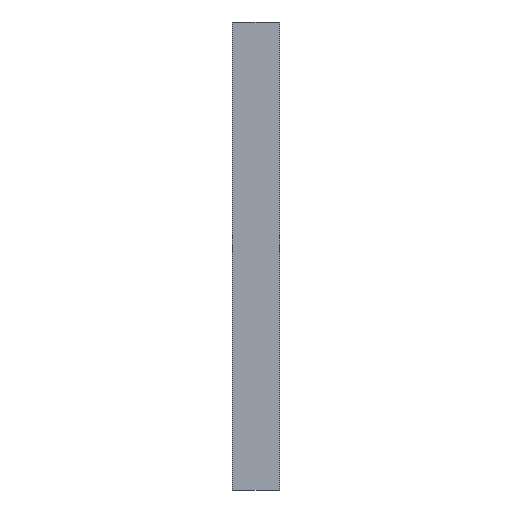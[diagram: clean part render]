
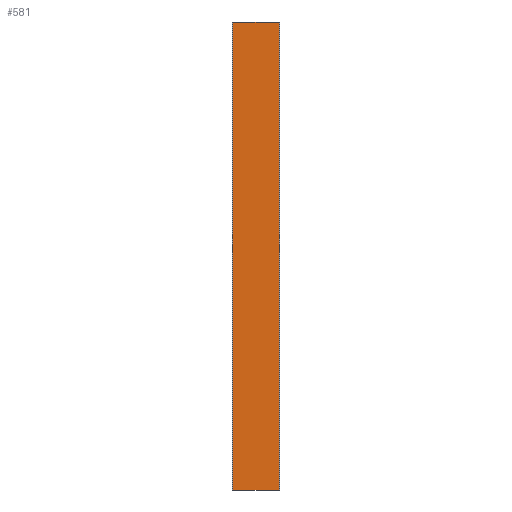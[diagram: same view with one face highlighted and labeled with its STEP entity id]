
A CAD part, front view. The second image highlights one B-rep face of the part: STEP entity #581.
In plain terms, the highlighted planar face has unit normal (0, -1, 0).
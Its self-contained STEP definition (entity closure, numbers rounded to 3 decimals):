
#53 = VERTEX_POINT ( 'NONE', #767 ) ;
#57 = CARTESIAN_POINT ( 'NONE',  ( 151., -1., 1500. ) ) ;
#92 = LINE ( 'NONE', #700, #487 ) ;
#98 = ORIENTED_EDGE ( 'NONE', *, *, #101, .T. ) ;
#101 = EDGE_CURVE ( 'NONE', #735, #504, #235, .T. ) ;
#123 = VECTOR ( 'NONE', #704, 1000. ) ;
#134 = AXIS2_PLACEMENT_3D ( 'NONE', #603, #561, #558 ) ;
#151 = FACE_OUTER_BOUND ( 'NONE', #395, .T. ) ;
#235 = LINE ( 'NONE', #510, #494 ) ;
#241 = DIRECTION ( 'NONE',  ( 0., 0., -1. ) ) ;
#264 = ORIENTED_EDGE ( 'NONE', *, *, #913, .T. ) ;
#387 = CARTESIAN_POINT ( 'NONE',  ( -149., -1., -1500. ) ) ;
#395 = EDGE_LOOP ( 'NONE', ( #443, #730, #264, #98 ) ) ;
#443 = ORIENTED_EDGE ( 'NONE', *, *, #915, .F. ) ;
#487 = VECTOR ( 'NONE', #687, 1000. ) ;
#489 = DIRECTION ( 'NONE',  ( 0., 0., -1. ) ) ;
#494 = VECTOR ( 'NONE', #241, 1000. ) ;
#504 = VERTEX_POINT ( 'NONE', #387 ) ;
#510 = CARTESIAN_POINT ( 'NONE',  ( -149., -1., 1500. ) ) ;
#540 = CARTESIAN_POINT ( 'NONE',  ( 149., -1., 1500. ) ) ;
#558 = DIRECTION ( 'NONE',  ( 0., 0., -1. ) ) ;
#561 = DIRECTION ( 'NONE',  ( 0., -1., 0. ) ) ;
#573 = VERTEX_POINT ( 'NONE', #752 ) ;
#581 = ADVANCED_FACE ( 'NONE', ( #151 ), #609, .T. ) ;
#603 = CARTESIAN_POINT ( 'NONE',  ( 151., -1., 1500. ) ) ;
#609 = PLANE ( 'NONE',  #134 ) ;
#620 = EDGE_CURVE ( 'NONE', #573, #53, #812, .T. ) ;
#660 = VECTOR ( 'NONE', #489, 1000. ) ;
#684 = CARTESIAN_POINT ( 'NONE',  ( -149., -1., 1500. ) ) ;
#687 = DIRECTION ( 'NONE',  ( -1., 0., 0. ) ) ;
#700 = CARTESIAN_POINT ( 'NONE',  ( 151., -1., -1500. ) ) ;
#704 = DIRECTION ( 'NONE',  ( -1., 0., 0. ) ) ;
#730 = ORIENTED_EDGE ( 'NONE', *, *, #620, .F. ) ;
#735 = VERTEX_POINT ( 'NONE', #684 ) ;
#752 = CARTESIAN_POINT ( 'NONE',  ( 149., -1., 1500. ) ) ;
#767 = CARTESIAN_POINT ( 'NONE',  ( 149., -1., -1500. ) ) ;
#796 = LINE ( 'NONE', #57, #123 ) ;
#812 = LINE ( 'NONE', #540, #660 ) ;
#913 = EDGE_CURVE ( 'NONE', #573, #735, #796, .T. ) ;
#915 = EDGE_CURVE ( 'NONE', #53, #504, #92, .T. ) ;
